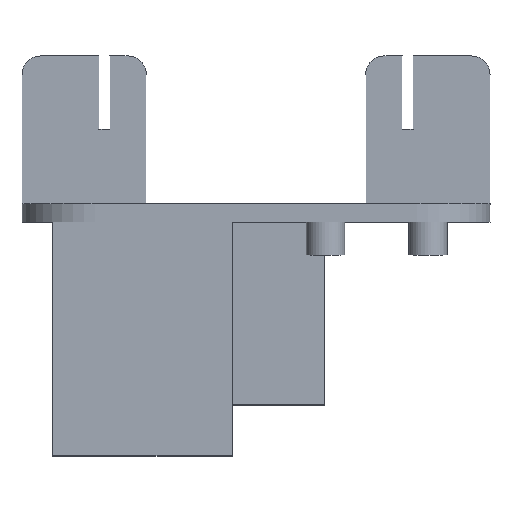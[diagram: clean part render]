
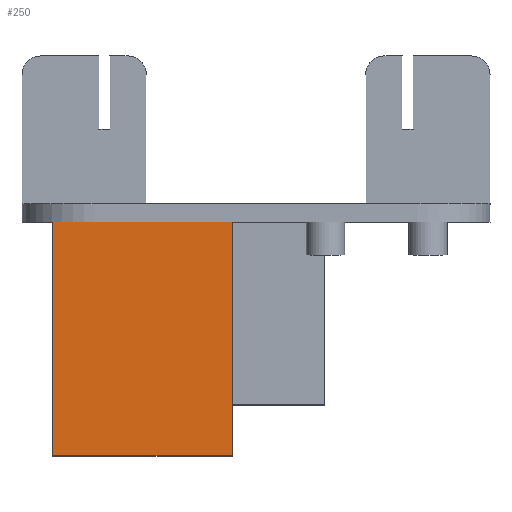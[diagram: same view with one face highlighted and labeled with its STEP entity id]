
A CAD part, top view. The second image highlights one B-rep face of the part: STEP entity #250.
In plain terms, the highlighted planar face has unit normal (0, 0, 1).
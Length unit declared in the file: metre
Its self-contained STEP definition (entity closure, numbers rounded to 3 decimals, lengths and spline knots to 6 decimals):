
#22=LINE('',#602,#41);
#25=LINE('',#613,#44);
#27=LINE('',#627,#46);
#41=VECTOR('',#393,1.);
#44=VECTOR('',#398,1.);
#46=VECTOR('',#402,1.);
#91=ORIENTED_EDGE('',*,*,#139,.T.);
#92=ORIENTED_EDGE('',*,*,#136,.F.);
#93=ORIENTED_EDGE('',*,*,#132,.F.);
#94=ORIENTED_EDGE('',*,*,#140,.T.);
#132=EDGE_CURVE('',#166,#167,#22,.T.);
#136=EDGE_CURVE('',#167,#170,#25,.T.);
#139=EDGE_CURVE('',#172,#170,#189,.T.);
#140=EDGE_CURVE('',#166,#172,#27,.T.);
#166=VERTEX_POINT('',#601);
#167=VERTEX_POINT('',#603);
#170=VERTEX_POINT('',#614);
#172=VERTEX_POINT('',#626);
#189=B_SPLINE_CURVE_WITH_KNOTS('',3,(#622,#623,#624,#625),.UNSPECIFIED.,
 .F.,.F.,(4,4),(0.,1.),.UNSPECIFIED.);
#205=EDGE_LOOP('',(#91,#92,#93,#94));
#220=FACE_BOUND('',#205,.T.);
#235=PLANE('',#355);
#250=ADVANCED_FACE('',(#220),#235,.F.);
#355=AXIS2_PLACEMENT_3D('',#621,#400,#401);
#393=DIRECTION('',(-1.,0.,0.));
#398=DIRECTION('',(0.,1.,0.));
#400=DIRECTION('',(0.,0.,-1.));
#401=DIRECTION('',(-1.,0.,0.));
#402=DIRECTION('',(0.,1.,0.));
#601=CARTESIAN_POINT('',(0.028757,-0.032,0.043598));
#602=CARTESIAN_POINT('',(0.016471,-0.032,0.043598));
#603=CARTESIAN_POINT('',(0.004185,-0.032,0.043598));
#613=CARTESIAN_POINT('',(0.004185,-0.032,0.043598));
#614=CARTESIAN_POINT('',(0.004185,0.,0.043598));
#621=CARTESIAN_POINT('',(0.016471,-0.032,0.043598));
#622=CARTESIAN_POINT('',(0.028757,0.,0.043598));
#623=CARTESIAN_POINT('',(0.020567,0.,0.043598));
#624=CARTESIAN_POINT('',(0.012376,0.,0.043598));
#625=CARTESIAN_POINT('',(0.004185,0.,0.043598));
#626=CARTESIAN_POINT('',(0.028757,0.,0.043598));
#627=CARTESIAN_POINT('',(0.028757,-0.032,0.043598));
